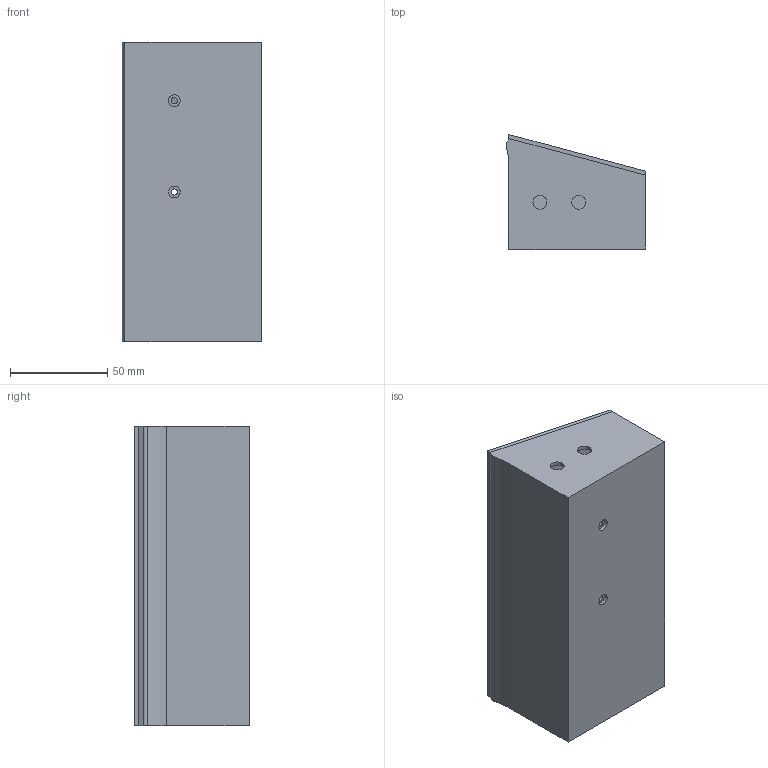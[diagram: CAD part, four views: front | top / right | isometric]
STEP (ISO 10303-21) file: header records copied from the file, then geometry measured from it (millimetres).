
FILE_DESCRIPTION(/* description */ (''),/* implementation_level */ '2;1');
FILE_NAME(/* name */ 'Case_HMI.step',/* time_stamp */ '2020-07-11T13:54:28+02:00',/* author */ (''),/* organization */ (''),/* preprocessor_version */ 'ST-DEVELOPER v18.1',/* originating_system */ 'Autodesk Translation Framework v9.3.0.1241',/* authorisation */ '');
FILE_SCHEMA (('AUTOMOTIVE_DESIGN { 1 0 10303 214 3 1 1 }'));
Length unit declared in the file: millimetre
Products named in the file (1): Case_HMI
Bounding box: 71.84 x 58.96 x 154 mm (x, y, z)
Volume: 118878.2 mm3; surface area: 86129.3 mm2
Topology: 2 solids, 2 shells, 137 faces, 390 edges, 259 vertices
Faces by surface type: plane 117, cylinder 20
Full cylindrical faces by diameter (mm): 2 x1, 3.2 x6, 6 x2, 6.5 x1, 7.2 x2
Entity records: 4496 total; most frequent: CARTESIAN_POINT 787, ORIENTED_EDGE 780, DIRECTION 706, EDGE_CURVE 390, LINE 350, VECTOR 350, VERTEX_POINT 259, AXIS2_PLACEMENT_3D 178
